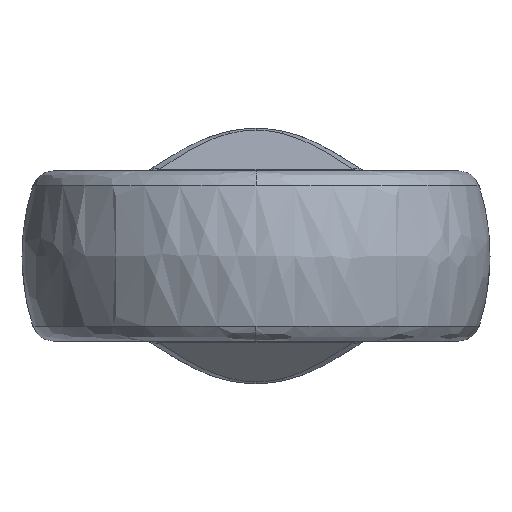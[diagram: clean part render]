
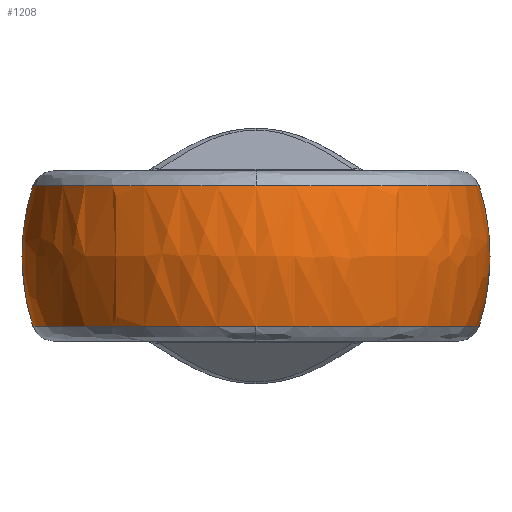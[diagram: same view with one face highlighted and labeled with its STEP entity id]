
A CAD part, front view. The second image highlights one B-rep face of the part: STEP entity #1208.
In plain terms, the highlighted free-form (B-spline) face has degree [3, 3] with [4, 4] control points.
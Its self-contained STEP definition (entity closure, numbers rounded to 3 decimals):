
#21 = VERTEX_POINT ( 'NONE', #1814 ) ;
#52 = ORIENTED_EDGE ( 'NONE', *, *, #1133, .T. ) ;
#59 = CARTESIAN_POINT ( 'NONE',  ( 0., 0., -1.65 ) ) ;
#80 = CIRCLE ( 'NONE', #1599, 5.247 ) ;
#142 = CARTESIAN_POINT ( 'NONE',  ( -5.5, 0., 11. ) ) ;
#193 = CARTESIAN_POINT ( 'NONE',  ( 5.5, 0., 11. ) ) ;
#208 = CARTESIAN_POINT ( 'NONE',  ( 5.5, 0., 0. ) ) ;
#357 = ORIENTED_EDGE ( 'NONE', *, *, #2866, .T. ) ;
#400 = CARTESIAN_POINT ( 'NONE',  ( -5.5, 0., 0. ) ) ;
#416 = CARTESIAN_POINT ( 'NONE',  ( 5.5, 0., 0. ) ) ;
#430 = CARTESIAN_POINT ( 'NONE',  ( 5.5, 0., 0. ) ) ;
#466 = CIRCLE ( 'NONE', #2508, 5.247 ) ;
#476 = DIRECTION ( 'NONE',  ( 0., -1., 0. ) ) ;
#498 = DIRECTION ( 'NONE',  ( 0., -1., 0. ) ) ;
#571 = ORIENTED_EDGE ( 'NONE', *, *, #947, .T. ) ;
#626 = CARTESIAN_POINT ( 'NONE',  ( -5.5, 0., 0. ) ) ;
#686 = CIRCLE ( 'NONE', #2578, 5.5 ) ;
#749 = EDGE_CURVE ( 'NONE', #1907, #2554, #686, .T. ) ;
#772 = CARTESIAN_POINT ( 'NONE',  ( 0., 0., 0. ) ) ;
#846 = CARTESIAN_POINT ( 'NONE',  ( 5.5, -22., 11. ) ) ;
#847 = CARTESIAN_POINT ( 'NONE',  ( -5.247, 0., -1.65 ) ) ;
#850 = DIRECTION ( 'NONE',  ( 1., 0., 0. ) ) ;
#915 = CARTESIAN_POINT ( 'NONE',  ( -5.5, -22., -11. ) ) ;
#919 = DIRECTION ( 'NONE',  ( 0., 0., 1. ) ) ;
#947 = EDGE_CURVE ( 'NONE', #1878, #2554, #80, .T. ) ;
#969 = ORIENTED_EDGE ( 'NONE', *, *, #982, .F. ) ;
#982 = EDGE_CURVE ( 'NONE', #1516, #21, #2750, .T. ) ;
#990 = CARTESIAN_POINT ( 'NONE',  ( 0., 0., 0. ) ) ;
#1005 = AXIS2_PLACEMENT_3D ( 'NONE', #990, #2354, #2834 ) ;
#1083 = ORIENTED_EDGE ( 'NONE', *, *, #2533, .T. ) ;
#1133 = EDGE_CURVE ( 'NONE', #1907, #2360, #1361, .T. ) ;
#1153 = DIRECTION ( 'NONE',  ( 0., 0., -1. ) ) ;
#1208 = ADVANCED_FACE ( 'NONE', ( #2015 ), #2538, .T. ) ;
#1239 = DIRECTION ( 'NONE',  ( 0., 0., -1. ) ) ;
#1361 = CIRCLE ( 'NONE', #2166, 5.5 ) ;
#1386 = ORIENTED_EDGE ( 'NONE', *, *, #1454, .T. ) ;
#1454 = EDGE_CURVE ( 'NONE', #2360, #2869, #2751, .T. ) ;
#1516 = VERTEX_POINT ( 'NONE', #847 ) ;
#1540 = DIRECTION ( 'NONE',  ( 1., 0., 0. ) ) ;
#1558 = VERTEX_POINT ( 'NONE', #2279 ) ;
#1594 = AXIS2_PLACEMENT_3D ( 'NONE', #1710, #1972, #1540 ) ;
#1599 = AXIS2_PLACEMENT_3D ( 'NONE', #2701, #919, #2037 ) ;
#1708 = CIRCLE ( 'NONE', #1894, 5.247 ) ;
#1710 = CARTESIAN_POINT ( 'NONE',  ( 0., 0., 0. ) ) ;
#1760 = DIRECTION ( 'NONE',  ( 0., -1., 0. ) ) ;
#1793 = CARTESIAN_POINT ( 'NONE',  ( -5.5, 0., 0. ) ) ;
#1814 = CARTESIAN_POINT ( 'NONE',  ( -5.5, 0., 0. ) ) ;
#1856 = EDGE_CURVE ( 'NONE', #2869, #1558, #1708, .T. ) ;
#1878 = VERTEX_POINT ( 'NONE', #2302 ) ;
#1894 = AXIS2_PLACEMENT_3D ( 'NONE', #3002, #1153, #476 ) ;
#1907 = VERTEX_POINT ( 'NONE', #2392 ) ;
#1913 = DIRECTION ( 'NONE',  ( 0., 0., 1. ) ) ;
#1972 = DIRECTION ( 'NONE',  ( 0., -1., 0. ) ) ;
#1973 = DIRECTION ( 'NONE',  ( 0., 1., 0. ) ) ;
#1987 = CARTESIAN_POINT ( 'NONE',  ( 0., 0., 0. ) ) ;
#2015 = FACE_OUTER_BOUND ( 'NONE', #2914, .T. ) ;
#2031 = CARTESIAN_POINT ( 'NONE',  ( -5.5, -22., 11. ) ) ;
#2037 = DIRECTION ( 'NONE',  ( 0., -1., 0. ) ) ;
#2166 = AXIS2_PLACEMENT_3D ( 'NONE', #772, #1760, #2181 ) ;
#2181 = DIRECTION ( 'NONE',  ( 1., 0., 0. ) ) ;
#2276 = CARTESIAN_POINT ( 'NONE',  ( 5.5, 0., 0. ) ) ;
#2279 = CARTESIAN_POINT ( 'NONE',  ( -5.247, 0., 1.65 ) ) ;
#2302 = CARTESIAN_POINT ( 'NONE',  ( 0., -5.247, -1.65 ) ) ;
#2316 = AXIS2_PLACEMENT_3D ( 'NONE', #2356, #1239, #498 ) ;
#2354 = DIRECTION ( 'NONE',  ( 0., 1., 0. ) ) ;
#2356 = CARTESIAN_POINT ( 'NONE',  ( 0., 0., 1.65 ) ) ;
#2360 = VERTEX_POINT ( 'NONE', #2706 ) ;
#2392 = CARTESIAN_POINT ( 'NONE',  ( 5.5, 0., 0. ) ) ;
#2487 = CARTESIAN_POINT ( 'NONE',  ( -5.5, 0., 0. ) ) ;
#2508 = AXIS2_PLACEMENT_3D ( 'NONE', #59, #1913, #2833 ) ;
#2533 = EDGE_CURVE ( 'NONE', #1558, #21, #2886, .T. ) ;
#2538 =( BOUNDED_SURFACE ( )  B_SPLINE_SURFACE ( 3, 3, ( 
 ( #208, #416, #430, #2276 ),
 ( #193, #846, #2938, #2955 ),
 ( #142, #2031, #915, #2695 ),
 ( #2487, #626, #400, #1793 ) ),
 .UNSPECIFIED., .F., .F., .F. ) 
 B_SPLINE_SURFACE_WITH_KNOTS ( ( 4, 4 ),
 ( 4, 4 ),
 ( 0., 1. ),
 ( 0., 1. ),
 .UNSPECIFIED. ) 
 GEOMETRIC_REPRESENTATION_ITEM ( )  RATIONAL_B_SPLINE_SURFACE ( (
 ( 1., 0.333, 0.333, 1.),
 ( 0.333, 0.111, 0.111, 0.333),
 ( 0.333, 0.111, 0.111, 0.333),
 ( 1., 0.333, 0.333, 1.) ) ) 
 REPRESENTATION_ITEM ( '' )  SURFACE ( )  );
#2554 = VERTEX_POINT ( 'NONE', #2669 ) ;
#2569 = ORIENTED_EDGE ( 'NONE', *, *, #1856, .T. ) ;
#2578 = AXIS2_PLACEMENT_3D ( 'NONE', #1987, #1973, #850 ) ;
#2610 = CARTESIAN_POINT ( 'NONE',  ( 0., -5.247, 1.65 ) ) ;
#2669 = CARTESIAN_POINT ( 'NONE',  ( 5.247, 0., -1.65 ) ) ;
#2695 = CARTESIAN_POINT ( 'NONE',  ( -5.5, 0., -11. ) ) ;
#2701 = CARTESIAN_POINT ( 'NONE',  ( 0., 0., -1.65 ) ) ;
#2706 = CARTESIAN_POINT ( 'NONE',  ( 5.247, 0., 1.65 ) ) ;
#2737 = ORIENTED_EDGE ( 'NONE', *, *, #749, .F. ) ;
#2750 = CIRCLE ( 'NONE', #1005, 5.5 ) ;
#2751 = CIRCLE ( 'NONE', #2316, 5.247 ) ;
#2833 = DIRECTION ( 'NONE',  ( 0., -1., 0. ) ) ;
#2834 = DIRECTION ( 'NONE',  ( 1., 0., 0. ) ) ;
#2866 = EDGE_CURVE ( 'NONE', #1516, #1878, #466, .T. ) ;
#2869 = VERTEX_POINT ( 'NONE', #2610 ) ;
#2886 = CIRCLE ( 'NONE', #1594, 5.5 ) ;
#2914 = EDGE_LOOP ( 'NONE', ( #2737, #52, #1386, #2569, #1083, #969, #357, #571 ) ) ;
#2938 = CARTESIAN_POINT ( 'NONE',  ( 5.5, -22., -11. ) ) ;
#2955 = CARTESIAN_POINT ( 'NONE',  ( 5.5, 0., -11. ) ) ;
#3002 = CARTESIAN_POINT ( 'NONE',  ( 0., 0., 1.65 ) ) ;
